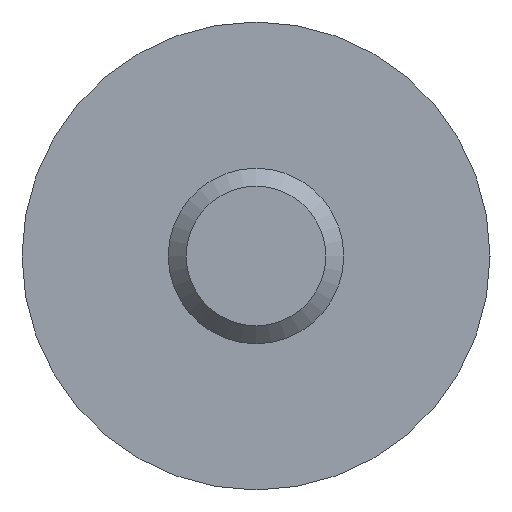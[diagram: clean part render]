
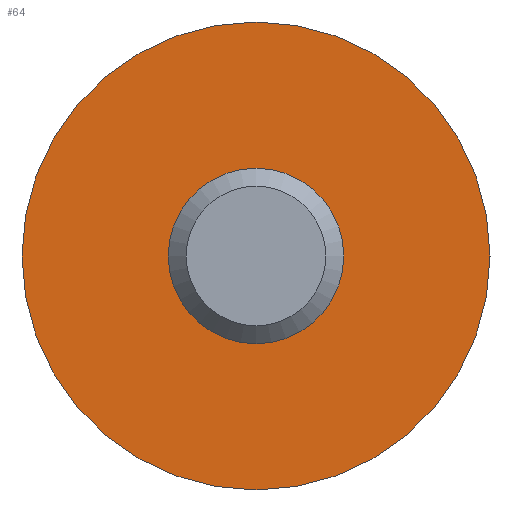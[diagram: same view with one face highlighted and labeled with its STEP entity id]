
A CAD part, front view. The second image highlights one B-rep face of the part: STEP entity #64.
In plain terms, the highlighted planar face has unit normal (0, -1, 0).
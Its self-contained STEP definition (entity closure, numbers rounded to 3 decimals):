
#64 = ADVANCED_FACE( '', ( #134, #135 ), #136, .F. );
#134 = FACE_BOUND( '', #200, .T. );
#135 = FACE_OUTER_BOUND( '', #201, .T. );
#136 = PLANE( '', #202 );
#200 = EDGE_LOOP( '', ( #296 ) );
#201 = EDGE_LOOP( '', ( #297 ) );
#202 = AXIS2_PLACEMENT_3D( '', #298, #299, #300 );
#296 = ORIENTED_EDGE( '', *, *, #349, .F. );
#297 = ORIENTED_EDGE( '', *, *, #355, .T. );
#298 = CARTESIAN_POINT( '', ( 4., 0., 0. ) );
#299 = DIRECTION( '', ( 0., 1., 0. ) );
#300 = DIRECTION( '', ( 0., 0., 1. ) );
#349 = EDGE_CURVE( '', #400, #400, #401, .T. );
#355 = EDGE_CURVE( '', #408, #408, #409, .T. );
#400 = VERTEX_POINT( '', #510 );
#401 = CIRCLE( '', #511, 1.3 );
#408 = VERTEX_POINT( '', #518 );
#409 = CIRCLE( '', #519, 4. );
#510 = CARTESIAN_POINT( '', ( 0., 0., -1.3 ) );
#511 = AXIS2_PLACEMENT_3D( '', #557, #558, #559 );
#518 = CARTESIAN_POINT( '', ( 0., 0., -4. ) );
#519 = AXIS2_PLACEMENT_3D( '', #563, #564, #565 );
#557 = CARTESIAN_POINT( '', ( 0., 0., 0. ) );
#558 = DIRECTION( '', ( 0., -1., 0. ) );
#559 = DIRECTION( '', ( 0., 0., -1. ) );
#563 = CARTESIAN_POINT( '', ( 0., 0., 0. ) );
#564 = DIRECTION( '', ( 0., -1., 0. ) );
#565 = DIRECTION( '', ( 0., 0., -1. ) );
